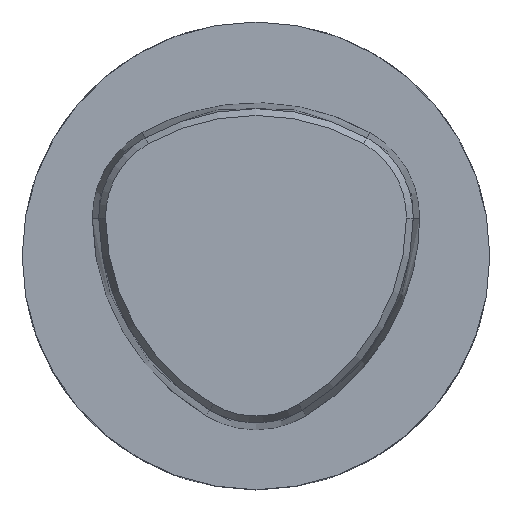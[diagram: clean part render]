
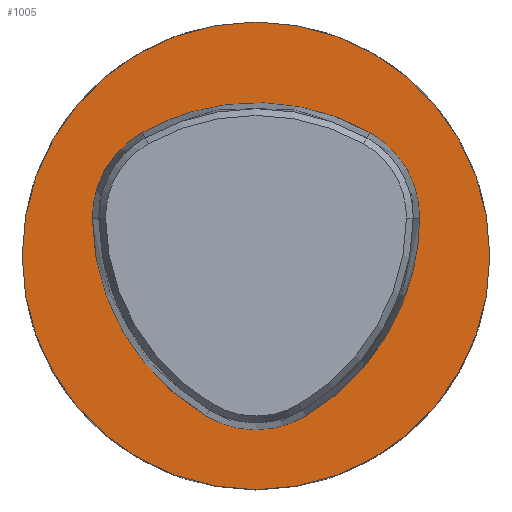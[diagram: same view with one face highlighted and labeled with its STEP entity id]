
A CAD part, top view. The second image highlights one B-rep face of the part: STEP entity #1005.
In plain terms, the highlighted planar face has unit normal (0, 0, 1).
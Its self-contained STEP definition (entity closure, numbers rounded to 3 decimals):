
#370=PLANE('',#8070);
#1005=ADVANCED_FACE('',(#3158,#3159),#370,.T.);
#2286=B_SPLINE_CURVE_WITH_KNOTS('',3,(#14280,#14281,#14282,#14283,#14284,
#14285,#14286,#14287,#14288,#14289,#14290,#14291,#14292,#14293,#14294,#14295,
#14296,#14297,#14298,#14299,#14300,#14301,#14302,#14303,#14304,#14305,#14306,
#14307,#14308,#14309,#14310,#14311,#14312,#14313,#14314,#14315,#14316,#14317,
#14318,#14319,#14320,#14321,#14322,#14323,#14324,#14325,#14326,#14327,#14328,
#14329,#14330,#14331,#14332,#14333,#14334,#14335,#14336,#14337,#14338,#14339,
#14340,#14341,#14342,#14343,#14344,#14345,#14346),.UNSPECIFIED.,.T.,.F.,
(1,1,2,1,1,1,1,1,1,1,1,1,1,1,1,1,1,1,1,1,1,1,1,1,1,1,1,1,1,1,1,1,1,1,1,
1,1,1,1,1,1,1,1,1,1,1,1,1,1,1,1,1,1,1,1,1,1,1,1,1,1,1,1,1,1,1,2,1,1),(-0.063,
-0.031,0.,0.031,0.063,0.094,0.109,0.113,0.117,0.125,
0.141,0.156,0.172,0.188,0.203,0.211,0.215,0.219,
0.25,0.281,0.313,0.344,0.375,0.406,0.422,0.438,0.441,0.445,
0.449,0.451,0.453,0.461,0.469,0.484,0.5,0.516,
0.531,0.539,0.547,0.549,0.551,0.555,0.559,
0.563,0.578,0.594,0.625,0.656,0.688,0.719,0.75,0.781,0.785,
0.789,0.797,0.813,0.828,0.844,0.859,0.875,0.883,0.887,
0.891,0.906,0.938,0.969,1.,1.031,1.063),.UNSPECIFIED.);
#3158=FACE_BOUND('',#4051,.T.);
#3159=FACE_BOUND('',#4052,.T.);
#4051=EDGE_LOOP('',(#5015));
#4052=EDGE_LOOP('',(#5016));
#5015=ORIENTED_EDGE('',*,*,#6397,.F.);
#5016=ORIENTED_EDGE('',*,*,#6398,.T.);
#5839=VERTEX_POINT('',#14347);
#5840=VERTEX_POINT('',#14349);
#6397=EDGE_CURVE('',#5839,#5839,#2286,.T.);
#6398=EDGE_CURVE('',#5840,#5840,#7016,.T.);
#7016=CIRCLE('',#8069,31.5);
#8069=AXIS2_PLACEMENT_3D('',#14348,#9629,#9630);
#8070=AXIS2_PLACEMENT_3D('',#14350,#9631,#9632);
#9629=DIRECTION('',(0.,0.,1.));
#9630=DIRECTION('',(-1.,0.,0.));
#9631=DIRECTION('',(0.,0.,1.));
#9632=DIRECTION('',(-1.,0.,0.));
#14280=CARTESIAN_POINT('',(-18.407,-8.968,0.));
#14281=CARTESIAN_POINT('',(-16.97,-11.456,0.));
#14282=CARTESIAN_POINT('',(-15.366,-13.838,0.));
#14283=CARTESIAN_POINT('',(-12.486,-17.047,0.));
#14284=CARTESIAN_POINT('',(-9.741,-19.363,0.));
#14285=CARTESIAN_POINT('',(-7.814,-20.674,0.));
#14286=CARTESIAN_POINT('',(-6.898,-21.24,0.));
#14287=CARTESIAN_POINT('',(-6.285,-21.606,0.));
#14288=CARTESIAN_POINT('',(-5.183,-22.18,0.));
#14289=CARTESIAN_POINT('',(-3.517,-22.799,0.));
#14290=CARTESIAN_POINT('',(-1.422,-23.205,0.));
#14291=CARTESIAN_POINT('',(0.712,-23.264,0.));
#14292=CARTESIAN_POINT('',(2.826,-22.973,0.));
#14293=CARTESIAN_POINT('',(4.523,-22.446,0.));
#14294=CARTESIAN_POINT('',(5.656,-21.933,0.));
#14295=CARTESIAN_POINT('',(6.284,-21.602,0.));
#14296=CARTESIAN_POINT('',(7.829,-20.696,0.));
#14297=CARTESIAN_POINT('',(10.332,-18.951,0.));
#14298=CARTESIAN_POINT('',(13.495,-16.022,0.));
#14299=CARTESIAN_POINT('',(16.223,-12.683,0.));
#14300=CARTESIAN_POINT('',(18.465,-9.,0.));
#14301=CARTESIAN_POINT('',(20.176,-5.043,0.));
#14302=CARTESIAN_POINT('',(21.133,-1.582,0.));
#14303=CARTESIAN_POINT('',(21.607,1.249,0.));
#14304=CARTESIAN_POINT('',(21.762,2.855,0.));
#14305=CARTESIAN_POINT('',(21.819,3.93,0.));
#14306=CARTESIAN_POINT('',(21.839,4.467,0.));
#14307=CARTESIAN_POINT('',(21.848,4.914,0.));
#14308=CARTESIAN_POINT('',(21.848,5.271,0.));
#14309=CARTESIAN_POINT('',(21.838,5.803,0.));
#14310=CARTESIAN_POINT('',(21.78,6.598,0.));
#14311=CARTESIAN_POINT('',(21.562,8.003,0.));
#14312=CARTESIAN_POINT('',(21.076,9.712,0.));
#14313=CARTESIAN_POINT('',(20.164,11.642,0.));
#14314=CARTESIAN_POINT('',(18.949,13.396,0.));
#14315=CARTESIAN_POINT('',(17.712,14.672,0.));
#14316=CARTESIAN_POINT('',(16.604,15.563,0.));
#14317=CARTESIAN_POINT('',(15.945,16.01,0.));
#14318=CARTESIAN_POINT('',(15.488,16.286,0.));
#14319=CARTESIAN_POINT('',(15.18,16.464,0.));
#14320=CARTESIAN_POINT('',(14.788,16.679,0.));
#14321=CARTESIAN_POINT('',(14.313,16.931,0.));
#14322=CARTESIAN_POINT('',(13.353,17.419,0.));
#14323=CARTESIAN_POINT('',(11.885,18.087,0.));
#14324=CARTESIAN_POINT('',(9.197,19.093,0.));
#14325=CARTESIAN_POINT('',(5.72,19.995,0.));
#14326=CARTESIAN_POINT('',(1.438,20.491,0.));
#14327=CARTESIAN_POINT('',(-2.872,20.392,0.));
#14328=CARTESIAN_POINT('',(-7.128,19.698,0.));
#14329=CARTESIAN_POINT('',(-11.246,18.423,0.));
#14330=CARTESIAN_POINT('',(-14.009,17.128,0.));
#14331=CARTESIAN_POINT('',(-15.566,16.243,0.));
#14332=CARTESIAN_POINT('',(-16.167,15.865,0.));
#14333=CARTESIAN_POINT('',(-17.177,15.14,0.));
#14334=CARTESIAN_POINT('',(-18.482,13.934,0.));
#14335=CARTESIAN_POINT('',(-19.791,12.249,0.));
#14336=CARTESIAN_POINT('',(-20.807,10.372,0.));
#14337=CARTESIAN_POINT('',(-21.503,8.354,0.));
#14338=CARTESIAN_POINT('',(-21.8,6.601,0.));
#14339=CARTESIAN_POINT('',(-21.854,5.36,0.));
#14340=CARTESIAN_POINT('',(-21.843,4.646,0.));
#14341=CARTESIAN_POINT('',(-21.811,3.57,0.));
#14342=CARTESIAN_POINT('',(-21.639,1.245,0.));
#14343=CARTESIAN_POINT('',(-21.006,-2.29,0.));
#14344=CARTESIAN_POINT('',(-19.667,-6.388,0.));
#14345=CARTESIAN_POINT('',(-18.407,-8.968,0.));
#14346=CARTESIAN_POINT('',(-16.97,-11.456,0.));
#14347=CARTESIAN_POINT('',(-17.688,-10.212,0.));
#14348=CARTESIAN_POINT('',(0.,0.,0.));
#14349=CARTESIAN_POINT('',(-31.5,0.,0.));
#14350=CARTESIAN_POINT('',(-27.28,-15.75,0.));
